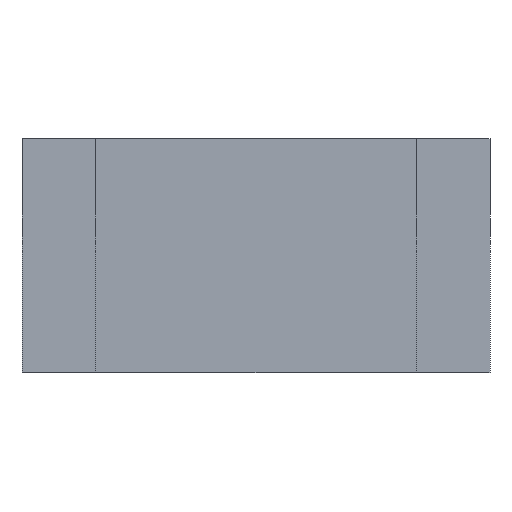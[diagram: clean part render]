
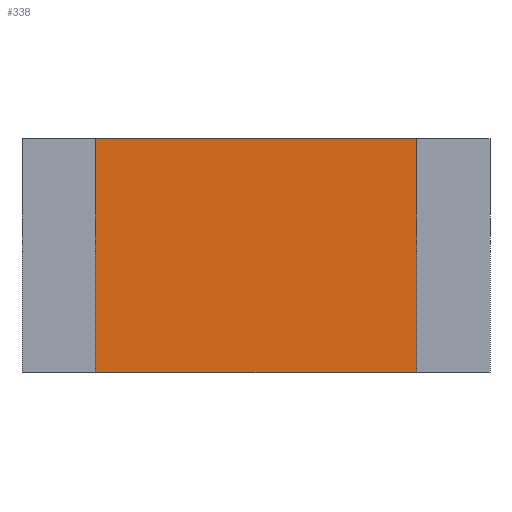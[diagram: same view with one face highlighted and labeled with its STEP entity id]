
A CAD part, front view. The second image highlights one B-rep face of the part: STEP entity #338.
In plain terms, the highlighted planar face has unit normal (0, -1, 0).
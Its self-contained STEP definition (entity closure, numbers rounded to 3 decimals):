
#43 = EDGE_CURVE ( 'NONE', #316, #298, #708, .T. ) ;
#99 = CARTESIAN_POINT ( 'NONE',  ( -1.575, 0.025, -0.8 ) ) ;
#137 = DIRECTION ( 'NONE',  ( 0., 0., 1. ) ) ;
#138 = EDGE_LOOP ( 'NONE', ( #648, #871, #434, #721 ) ) ;
#139 = CARTESIAN_POINT ( 'NONE',  ( -1.575, 0.025, 0.8 ) ) ;
#163 = DIRECTION ( 'NONE',  ( 0., 0., 1. ) ) ;
#167 = VERTEX_POINT ( 'NONE', #139 ) ;
#228 = CARTESIAN_POINT ( 'NONE',  ( -1.575, 0.025, -3.982 ) ) ;
#230 = DIRECTION ( 'NONE',  ( 0., 0., -1. ) ) ;
#239 = CARTESIAN_POINT ( 'NONE',  ( -1.575, 0.025, -0.8 ) ) ;
#253 = VERTEX_POINT ( 'NONE', #419 ) ;
#297 = AXIS2_PLACEMENT_3D ( 'NONE', #228, #463, #230 ) ;
#298 = VERTEX_POINT ( 'NONE', #388 ) ;
#316 = VERTEX_POINT ( 'NONE', #239 ) ;
#338 = ADVANCED_FACE ( 'NONE', ( #589 ), #385, .T. ) ;
#342 = CARTESIAN_POINT ( 'NONE',  ( -1.575, 0.025, 0.8 ) ) ;
#385 = PLANE ( 'NONE',  #297 ) ;
#388 = CARTESIAN_POINT ( 'NONE',  ( 1.575, 0.025, -0.8 ) ) ;
#389 = VECTOR ( 'NONE', #137, 1000. ) ;
#419 = CARTESIAN_POINT ( 'NONE',  ( 1.575, 0.025, 0.8 ) ) ;
#434 = ORIENTED_EDGE ( 'NONE', *, *, #515, .T. ) ;
#463 = DIRECTION ( 'NONE',  ( 0., -1., 0. ) ) ;
#464 = VECTOR ( 'NONE', #163, 1000. ) ;
#482 = DIRECTION ( 'NONE',  ( 1., 0., 0. ) ) ;
#485 = LINE ( 'NONE', #887, #464 ) ;
#496 = CARTESIAN_POINT ( 'NONE',  ( 1.575, 0.025, -3.982 ) ) ;
#500 = LINE ( 'NONE', #496, #389 ) ;
#515 = EDGE_CURVE ( 'NONE', #298, #253, #500, .T. ) ;
#529 = VECTOR ( 'NONE', #482, 1000. ) ;
#589 = FACE_OUTER_BOUND ( 'NONE', #138, .T. ) ;
#594 = DIRECTION ( 'NONE',  ( 1., 0., 0. ) ) ;
#626 = EDGE_CURVE ( 'NONE', #316, #167, #485, .T. ) ;
#648 = ORIENTED_EDGE ( 'NONE', *, *, #626, .F. ) ;
#708 = LINE ( 'NONE', #99, #754 ) ;
#721 = ORIENTED_EDGE ( 'NONE', *, *, #806, .F. ) ;
#754 = VECTOR ( 'NONE', #594, 1000. ) ;
#806 = EDGE_CURVE ( 'NONE', #167, #253, #897, .T. ) ;
#871 = ORIENTED_EDGE ( 'NONE', *, *, #43, .T. ) ;
#887 = CARTESIAN_POINT ( 'NONE',  ( -1.575, 0.025, -3.982 ) ) ;
#897 = LINE ( 'NONE', #342, #529 ) ;
